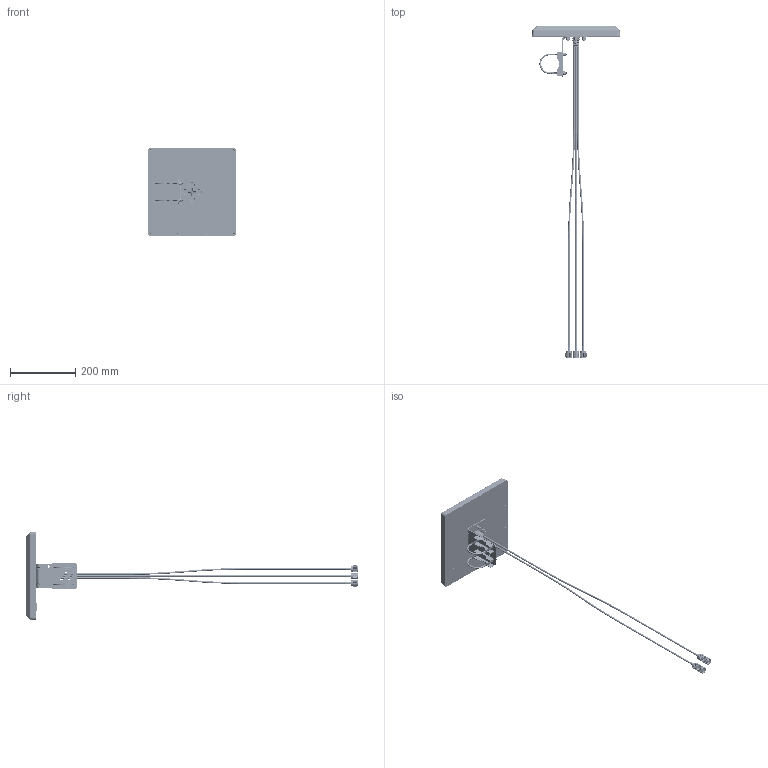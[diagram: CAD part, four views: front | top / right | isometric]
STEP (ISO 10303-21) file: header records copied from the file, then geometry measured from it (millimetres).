
FILE_DESCRIPTION (( 'STEP AP214' ), '1' );
FILE_NAME ('FMANFP1079_3D.step', '2024-03-05T16:47:47', ( '' ), ( '' ), 'SwSTEP 2.0', 'SolidWorks 2022', '' );
FILE_SCHEMA (( 'AUTOMOTIVE_DESIGN' ));
Length unit declared in the file: inch
Products named in the file (19): DIBAN33^PEANFP1078_FMANFP1079; LUOZHU-4^PEANFP1078_FMANFP1079; FMANFP1079_3D; PEANFP1078^FMANFP1079; KA3X10^PEANFP1078_FMANFP1079; JM_TA_01^JM_TA_ASM_PEANFP1078_FMANFP1079; DIANPIAN_6^PEANFP1078_FMANFP1079; Part50^FMANFP1079; DIANPIAN_6X13X1^JM_TA_ASM_PEANFP1078_FMANFP1079; LUOMU_M6^JM_TA_ASM_PEANFP1078_FMANFP1079; JM_TA_02^JM_TA_ASM_PEANFP1078_FMANFP1079; PE4329-LV_CRIMPED; TANJIE_6^JM_TA_ASM_PEANFP1078_FMANFP1079; LUOMU_M6^PEANFP1078_FMANFP1079; TANJIE_6^PEANFP1078_FMANFP1079; JM_TA_ASM^PEANFP1078_FMANFP1079; WXEPB7006R_06^PEANFP1078_FMANFP1079; JM_TA_03^JM_TA_ASM_PEANFP1078_FMANFP1079; DIANLAN122^PEANFP1078_FMANFP1079
Assembly tree (52 placements, depth 4):
  FMANFP1079_3D
    PEANFP1078^FMANFP1079
      JM_TA_ASM^PEANFP1078_FMANFP1079
        JM_TA_01^JM_TA_ASM_PEANFP1078_FMANFP1079
        JM_TA_02^JM_TA_ASM_PEANFP1078_FMANFP1079  x2
        JM_TA_03^JM_TA_ASM_PEANFP1078_FMANFP1079  x2
        DIANPIAN_6X13X1^JM_TA_ASM_PEANFP1078_FMANFP1079  x4
        TANJIE_6^JM_TA_ASM_PEANFP1078_FMANFP1079  x4
        LUOMU_M6^JM_TA_ASM_PEANFP1078_FMANFP1079  x4
      WXEPB7006R_06^PEANFP1078_FMANFP1079
      DIBAN33^PEANFP1078_FMANFP1079
      KA3X10^PEANFP1078_FMANFP1079  x12
      DIANPIAN_6^PEANFP1078_FMANFP1079  x4
      TANJIE_6^PEANFP1078_FMANFP1079  x4
      LUOMU_M6^PEANFP1078_FMANFP1079  x4
      LUOZHU-4^PEANFP1078_FMANFP1079
      DIANLAN122^PEANFP1078_FMANFP1079
    Part50^FMANFP1079
    PE4329-LV_CRIMPED  x4
Bounding box: 270 x 1016 x 270 mm (x, y, z)
Volume: 508763.5 mm3; surface area: 499060.1 mm2
Topology: 57 solids, 57 shells, 11861 faces, 27258 edges, 15549 vertices
Faces by surface type: bspline 7716, cylinder 2890, plane 735, cone 432, torus 88
Entity records: 182108 total; most frequent: CARTESIAN_POINT 123319, ORIENTED_EDGE 16756, EDGE_CURVE 8378, DIRECTION 6065, VERTEX_POINT 4937, EDGE_LOOP 3633, B_SPLINE_CURVE_WITH_KNOTS 3597, ADVANCED_FACE 3508
